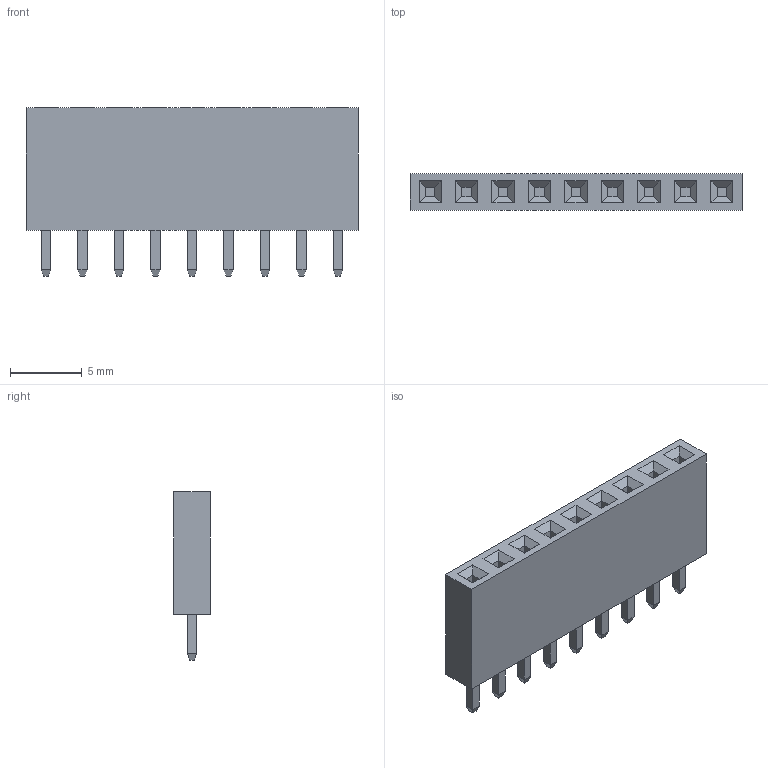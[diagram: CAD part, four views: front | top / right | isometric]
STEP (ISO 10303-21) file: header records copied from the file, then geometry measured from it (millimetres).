
FILE_DESCRIPTION(/* description */ ('','CAx-IF Rec.Pracs.---Representation and Presentation of Product Manufacturing Information (PMI)---4.0---2014-10-13'),/* implementation_level */ '2;1');
FILE_NAME(/* name */ '1x09_PTH_2.54mm_8.5mm.step',/* time_stamp */ '2025-02-25T12:21:38-07:00',/* author */ (''),/* organization */ (''),/* preprocessor_version */ 'ST-DEVELOPER v20',/* originating_system */ 'Autodesk Translation Framework v13.20.0.188',/* authorisation */ '');
FILE_SCHEMA (('AP242_MANAGED_MODEL_BASED_3D_ENGINEERING_MIM_LF { 1 0 10303 442 1 1 4 }'));
Length unit declared in the file: millimetre
Products named in the file (1): Model
Bounding box: 23.11 x 2.54 x 11.7 mm (x, y, z)
Volume: 475.9 mm3; surface area: 818.5 mm2
Topology: 10 solids, 10 shells, 168 faces, 372 edges, 224 vertices
Faces by surface type: plane 168
Entity records: 4514 total; most frequent: CARTESIAN_POINT 765, ORIENTED_EDGE 744, DIRECTION 710, LINE 372, VECTOR 372, EDGE_CURVE 372, VERTEX_POINT 224, EDGE_LOOP 186
